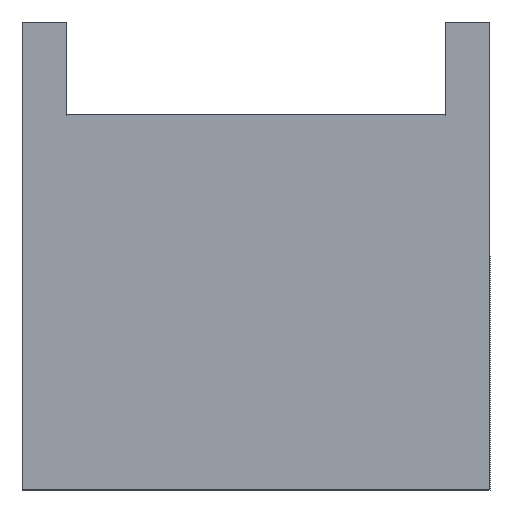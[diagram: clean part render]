
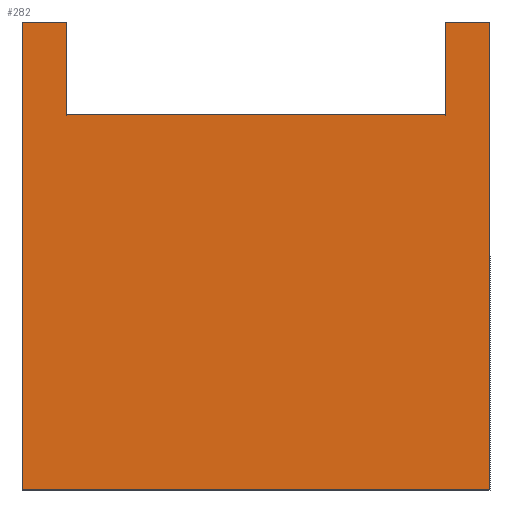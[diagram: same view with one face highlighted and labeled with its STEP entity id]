
A CAD part, left-side view. The second image highlights one B-rep face of the part: STEP entity #282.
In plain terms, the highlighted planar face has unit normal (-1, 0, 0).
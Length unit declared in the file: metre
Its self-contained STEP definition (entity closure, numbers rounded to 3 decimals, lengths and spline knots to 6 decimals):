
#33=ORIENTED_EDGE('',*,*,#111,.T.);
#34=ORIENTED_EDGE('',*,*,#112,.T.);
#35=ORIENTED_EDGE('',*,*,#113,.F.);
#36=ORIENTED_EDGE('',*,*,#114,.F.);
#37=ORIENTED_EDGE('',*,*,#115,.T.);
#38=ORIENTED_EDGE('',*,*,#116,.T.);
#39=ORIENTED_EDGE('',*,*,#96,.F.);
#40=ORIENTED_EDGE('',*,*,#117,.F.);
#96=EDGE_CURVE('',#135,#132,#161,.T.);
#111=EDGE_CURVE('',#150,#151,#175,.T.);
#112=EDGE_CURVE('',#151,#152,#176,.T.);
#113=EDGE_CURVE('',#153,#152,#177,.T.);
#114=EDGE_CURVE('',#154,#153,#178,.T.);
#115=EDGE_CURVE('',#154,#155,#179,.T.);
#116=EDGE_CURVE('',#155,#132,#180,.T.);
#117=EDGE_CURVE('',#150,#135,#181,.T.);
#132=VERTEX_POINT('',#401);
#135=VERTEX_POINT('',#406);
#150=VERTEX_POINT('',#439);
#151=VERTEX_POINT('',#440);
#152=VERTEX_POINT('',#442);
#153=VERTEX_POINT('',#444);
#154=VERTEX_POINT('',#446);
#155=VERTEX_POINT('',#448);
#161=LINE('',#407,#198);
#175=LINE('',#438,#212);
#176=LINE('',#441,#213);
#177=LINE('',#443,#214);
#178=LINE('',#445,#215);
#179=LINE('',#447,#216);
#180=LINE('',#449,#217);
#181=LINE('',#450,#218);
#198=VECTOR('',#332,1.);
#212=VECTOR('',#352,1.);
#213=VECTOR('',#353,1.);
#214=VECTOR('',#354,1.);
#215=VECTOR('',#355,1.);
#216=VECTOR('',#356,1.);
#217=VECTOR('',#357,1.);
#218=VECTOR('',#358,1.);
#236=EDGE_LOOP('',(#33,#34,#35,#36,#37,#38,#39,#40));
#253=FACE_BOUND('',#236,.T.);
#268=PLANE('',#311);
#282=ADVANCED_FACE('',(#253),#268,.F.);
#311=AXIS2_PLACEMENT_3D('',#437,#350,#351);
#332=DIRECTION('',(0.,1.,0.));
#350=DIRECTION('',(1.,0.,0.));
#351=DIRECTION('',(0.,0.,-1.));
#352=DIRECTION('',(0.,1.,0.));
#353=DIRECTION('',(0.,0.,-1.));
#354=DIRECTION('',(0.,-1.,0.));
#355=DIRECTION('',(0.,0.,-1.));
#356=DIRECTION('',(0.,1.,0.));
#357=DIRECTION('',(0.,0.,-1.));
#358=DIRECTION('',(0.,0.,-1.));
#401=CARTESIAN_POINT('',(-0.05,0.,0.));
#406=CARTESIAN_POINT('',(-0.05,-0.1,0.));
#407=CARTESIAN_POINT('',(-0.05,-0.1,0.));
#437=CARTESIAN_POINT('',(-0.05,-0.1,0.05));
#438=CARTESIAN_POINT('',(-0.05,-0.1,0.1));
#439=CARTESIAN_POINT('',(-0.05,-0.1,0.1));
#440=CARTESIAN_POINT('',(-0.05,-0.0905,0.1));
#441=CARTESIAN_POINT('',(-0.05,-0.0905,0.05));
#442=CARTESIAN_POINT('',(-0.05,-0.0905,0.080201));
#443=CARTESIAN_POINT('',(-0.05,-0.1,0.080201));
#444=CARTESIAN_POINT('',(-0.05,-0.0095,0.080201));
#445=CARTESIAN_POINT('',(-0.05,-0.0095,0.05));
#446=CARTESIAN_POINT('',(-0.05,-0.0095,0.1));
#447=CARTESIAN_POINT('',(-0.05,-0.1,0.1));
#448=CARTESIAN_POINT('',(-0.05,0.,0.1));
#449=CARTESIAN_POINT('',(-0.05,0.,0.05));
#450=CARTESIAN_POINT('',(-0.05,-0.1,0.05));
